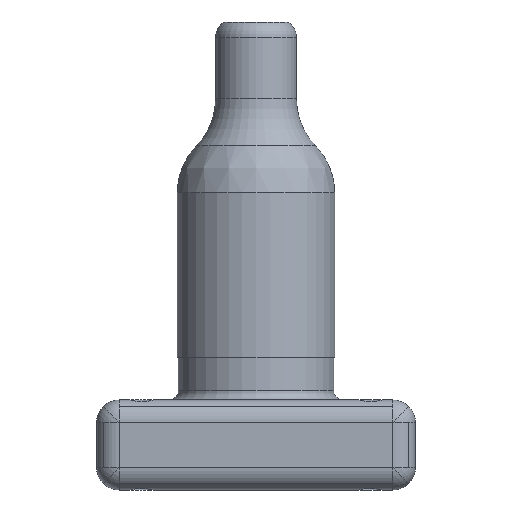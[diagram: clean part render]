
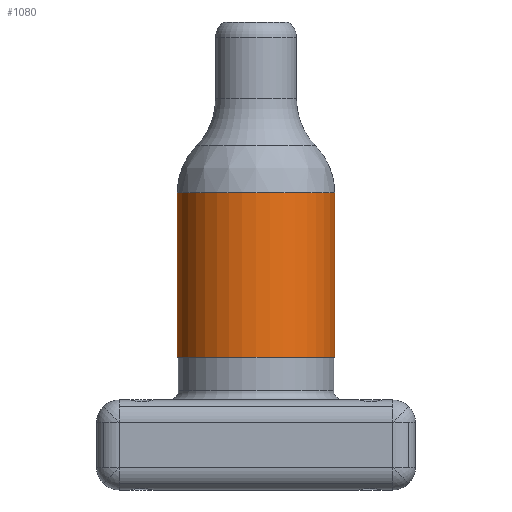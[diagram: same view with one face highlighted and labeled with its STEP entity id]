
A CAD part, front view. The second image highlights one B-rep face of the part: STEP entity #1080.
In plain terms, the highlighted cylindrical face has radius 17.5 mm (diameter 35 mm), a partial arc.
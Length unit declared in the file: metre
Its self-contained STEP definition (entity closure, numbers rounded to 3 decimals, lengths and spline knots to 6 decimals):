
#69 = AXIS2_PLACEMENT_3D ( 'NONE', #2897, #2172, #2691 ) ;
#233 = EDGE_CURVE ( 'NONE', #1597, #2783, #2213, .T. ) ;
#352 = CARTESIAN_POINT ( 'NONE',  ( -0.272941, 0.250727, 0.05453 ) ) ;
#515 = CARTESIAN_POINT ( 'NONE',  ( -0.272941, 0.250727, 0.02953 ) ) ;
#534 = CYLINDRICAL_SURFACE ( 'NONE', #69, 0.0175 ) ;
#706 = ORIENTED_EDGE ( 'NONE', *, *, #1439, .F. ) ;
#913 = DIRECTION ( 'NONE',  ( 0., 0., 1. ) ) ;
#1061 = FACE_OUTER_BOUND ( 'NONE', #1650, .T. ) ;
#1065 = AXIS2_PLACEMENT_3D ( 'NONE', #1800, #2025, #3120 ) ;
#1080 = ADVANCED_FACE ( 'NONE', ( #1061 ), #534, .T. ) ;
#1359 = VERTEX_POINT ( 'NONE', #515 ) ;
#1401 = CARTESIAN_POINT ( 'NONE',  ( -0.237941, 0.250727, 0.066011 ) ) ;
#1439 = EDGE_CURVE ( 'NONE', #1359, #1597, #2452, .T. ) ;
#1597 = VERTEX_POINT ( 'NONE', #3042 ) ;
#1650 = EDGE_LOOP ( 'NONE', ( #706, #2127, #2666, #2761 ) ) ;
#1800 = CARTESIAN_POINT ( 'NONE',  ( -0.255441, 0.250727, 0.02953 ) ) ;
#1854 = CARTESIAN_POINT ( 'NONE',  ( -0.255441, 0.250727, 0.066011 ) ) ;
#2025 = DIRECTION ( 'NONE',  ( 0., 0., 1. ) ) ;
#2127 = ORIENTED_EDGE ( 'NONE', *, *, #3047, .T. ) ;
#2172 = DIRECTION ( 'NONE',  ( 0., 0., 1. ) ) ;
#2205 = CARTESIAN_POINT ( 'NONE',  ( -0.237941, 0.250727, 0.05453 ) ) ;
#2213 = CIRCLE ( 'NONE', #2919, 0.0175 ) ;
#2286 = DIRECTION ( 'NONE',  ( 1., 0., 0. ) ) ;
#2379 = VECTOR ( 'NONE', #2732, 1. ) ;
#2413 = CARTESIAN_POINT ( 'NONE',  ( -0.237941, 0.250727, 0.02953 ) ) ;
#2418 = VERTEX_POINT ( 'NONE', #2413 ) ;
#2452 = LINE ( 'NONE', #352, #2477 ) ;
#2473 = LINE ( 'NONE', #2205, #2379 ) ;
#2477 = VECTOR ( 'NONE', #913, 1. ) ;
#2541 = CIRCLE ( 'NONE', #1065, 0.0175 ) ;
#2666 = ORIENTED_EDGE ( 'NONE', *, *, #2909, .T. ) ;
#2691 = DIRECTION ( 'NONE',  ( 1., 0., 0. ) ) ;
#2732 = DIRECTION ( 'NONE',  ( 0., 0., 1. ) ) ;
#2761 = ORIENTED_EDGE ( 'NONE', *, *, #233, .F. ) ;
#2783 = VERTEX_POINT ( 'NONE', #1401 ) ;
#2797 = DIRECTION ( 'NONE',  ( 0., 0., 1. ) ) ;
#2897 = CARTESIAN_POINT ( 'NONE',  ( -0.255441, 0.250727, 0.05453 ) ) ;
#2909 = EDGE_CURVE ( 'NONE', #2418, #2783, #2473, .T. ) ;
#2919 = AXIS2_PLACEMENT_3D ( 'NONE', #1854, #2797, #2286 ) ;
#3042 = CARTESIAN_POINT ( 'NONE',  ( -0.272941, 0.250727, 0.066011 ) ) ;
#3047 = EDGE_CURVE ( 'NONE', #1359, #2418, #2541, .T. ) ;
#3120 = DIRECTION ( 'NONE',  ( 1., 0., 0. ) ) ;
